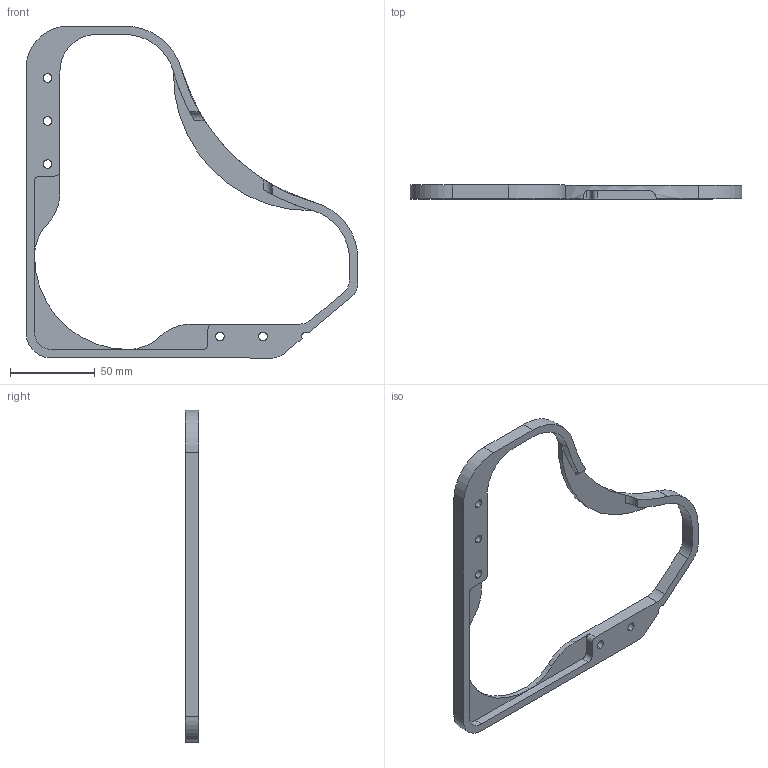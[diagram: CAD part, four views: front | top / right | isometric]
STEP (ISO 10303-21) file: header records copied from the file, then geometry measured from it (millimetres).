
FILE_DESCRIPTION (( 'STEP AP214' ), '1' );
FILE_NAME ('swerve shield A step.STEP', '2024-02-03T15:11:04', ( '' ), ( '' ), 'SwSTEP 2.0', 'SolidWorks 2023', '' );
FILE_SCHEMA (( 'AUTOMOTIVE_DESIGN' ));
Length unit declared in the file: millimetre
Products named in the file (1): swerve shield A step
Bounding box: 195.75 x 8 x 195.75 mm (x, y, z)
Volume: 46616.9 mm3; surface area: 25386.5 mm2
Topology: 1 solids, 1 shells, 60 faces, 171 edges, 112 vertices
Faces by surface type: cylinder 39, plane 21
Entity records: 2088 total; most frequent: CARTESIAN_POINT 410, DIRECTION 365, ORIENTED_EDGE 342, EDGE_CURVE 171, AXIS2_PLACEMENT_3D 137, VERTEX_POINT 112, VECTOR 91, LINE 91
